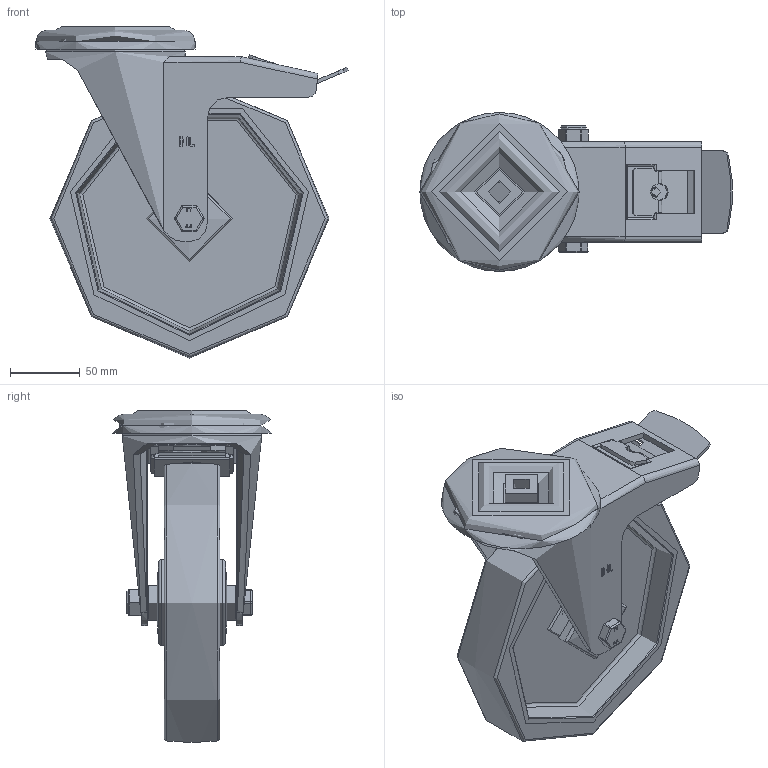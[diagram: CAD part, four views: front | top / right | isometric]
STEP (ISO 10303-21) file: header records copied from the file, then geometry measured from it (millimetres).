
FILE_DESCRIPTION(/* description */ (''),/* implementation_level */ '2;1');
FILE_NAME(/* name */ 'BZMM200STPRBJBH16SWB.STEP.step',/* time_stamp */ '2024-10-02T13:31:11+01:00',/* author */ (''),/* organization */ (''),/* preprocessor_version */ 'ST-DEVELOPER v20',/* originating_system */ 'Autodesk Translation Framework v13.20.0.188',/* authorisation */ '');
FILE_SCHEMA (('AUTOMOTIVE_DESIGN { 1 0 10303 214 3 1 1 }'));
Products named in the file (27): BZMM200STPRBJBH16SWB; BZMM200ASBH16SWB - 64 v1; ZINC PLATED, PRESSED STEEL HEAD; ZINC PLATED, PRESSED STEEL FORKS; BRAKE PAD; BRAKE PAD Geometry; BRAKE BOLT; ZINC PLATED, PRESSED STEEL BRAKE PEDAL; BZH200WSTPRBJM12 v1; 65 SHORE A THERMOPLASTIC RUBBER TYRE; POLYPROPYLENE RIM; BEARING6204; INNER; OUTER; BALL BEARINGS; Component3; MIDDLE; RUBBER; CAP; CAP Geometry; CAP2; HEXBOLTM12X80Z8.8 v2; GRADE 8.8 ZINC PLATED BOLT; NYLOCM12Z v1; NYLOC NUT; NUT; RUBBER (1)
Assembly tree (33 placements, depth 5):
  BZMM200STPRBJBH16SWB
    BZMM200ASBH16SWB - 64 v1
      ZINC PLATED, PRESSED STEEL HEAD
      ZINC PLATED, PRESSED STEEL FORKS
      BRAKE PAD
        BRAKE PAD Geometry
        BRAKE BOLT
      ZINC PLATED, PRESSED STEEL BRAKE PEDAL
    BZH200WSTPRBJM12 v1
      65 SHORE A THERMOPLASTIC RUBBER TYRE
      POLYPROPYLENE RIM
      BEARING6204
        INNER
        OUTER
        BALL BEARINGS
          Component3  x8
        MIDDLE
        RUBBER
      CAP
        CAP Geometry
        CAP2
    HEXBOLTM12X80Z8.8 v2
      GRADE 8.8 ZINC PLATED BOLT
    NYLOCM12Z v1
      NYLOC NUT
        NUT
        RUBBER (1)
Bounding box: 223.67 x 114 x 237.91 mm (x, y, z)
Volume: 869996.7 mm3; surface area: 337008 mm2
Topology: 25 solids, 25 shells, 956 faces, 2401 edges, 1562 vertices
Faces by surface type: plane 405, cylinder 253, bspline 200, sphere 48, torus 37, cone 13
Full cylindrical faces by diameter (mm): 7 x16, 8 x1, 9.836 x18, 11.834 x18, 12 x3, 12.2 x2, 12.6 x2, 14 x2, 16.2 x1, 18 x1, 18.5 x1, 19.9 x2, 20 x1, 25 x2, 26.25 x2, 27 x1, 28.5 x4, 30.8 x2, 31.3 x2, 32.5 x3, 40.3 x2, 40.5 x2, 40.8 x2, 41 x1, 42 x5, 43 x2, 46 x2, 47 x3, 48 x2, 52 x1
Entity records: 43477 total; most frequent: CARTESIAN_POINT 21197, ORIENTED_EDGE 4718, DIRECTION 3954, EDGE_CURVE 2359, VERTEX_POINT 1546, AXIS2_PLACEMENT_3D 1411, LINE 1132, VECTOR 1132
